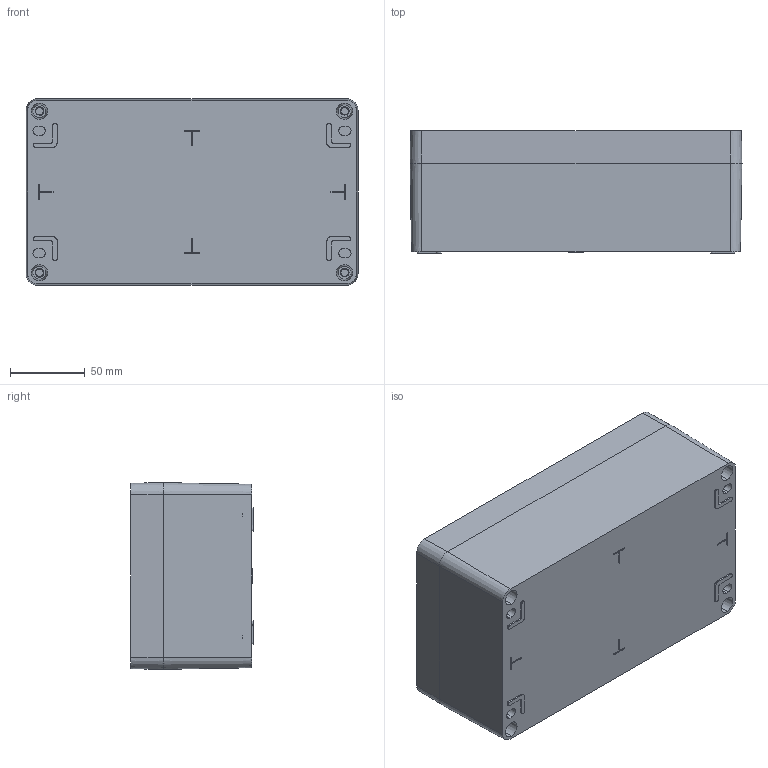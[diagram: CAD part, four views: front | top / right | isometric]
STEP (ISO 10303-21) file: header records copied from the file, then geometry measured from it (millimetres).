
FILE_DESCRIPTION (( 'STEP AP203' ), '1' );
FILE_NAME ('ALN122208.STEP', '2019-03-11T13:24:15', ( '' ), ( '' ), 'SwSTEP 2.0', 'SolidWorks 2018', '' );
FILE_SCHEMA (( 'CONFIG_CONTROL_DESIGN' ));
Length unit declared in the file: millimetre
Products named in the file (7): 28691; Lockwasher Cu M6; FIBOX ALN_122202C; 28543; FIBOX ALN_122206B; ALN122208; M6 earth screw _Cu
Assembly tree (9 placements, depth 3):
  ALN122208
    FIBOX ALN_122206B
    FIBOX ALN_122202C
    28691
      M6 earth screw _Cu
      Lockwasher Cu M6
    28543  x4
Bounding box: 222.04 x 82 x 124.84 mm (x, y, z)
Volume: 464193.2 mm3; surface area: 243243.9 mm2
Topology: 8 solids, 8 shells, 831 faces, 2161 edges, 1399 vertices
Faces by surface type: plane 320, cylinder 254, cone 138, bspline 100, torus 17, sphere 2
Entity records: 23128 total; most frequent: CARTESIAN_POINT 7299, ORIENTED_EDGE 3198, DIRECTION 3103, EDGE_CURVE 1599, AXIS2_PLACEMENT_3D 1148, VERTEX_POINT 1048, LINE 807, VECTOR 807
